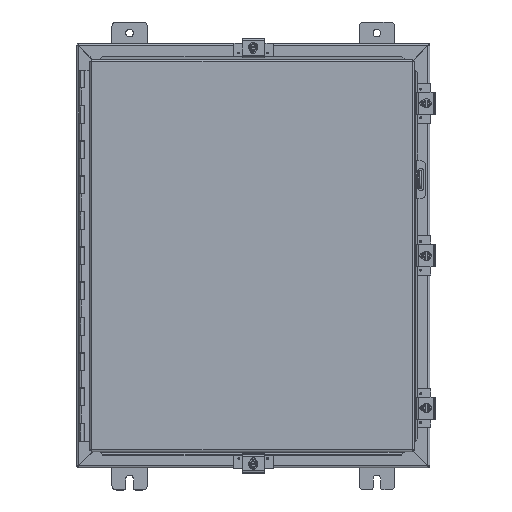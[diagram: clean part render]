
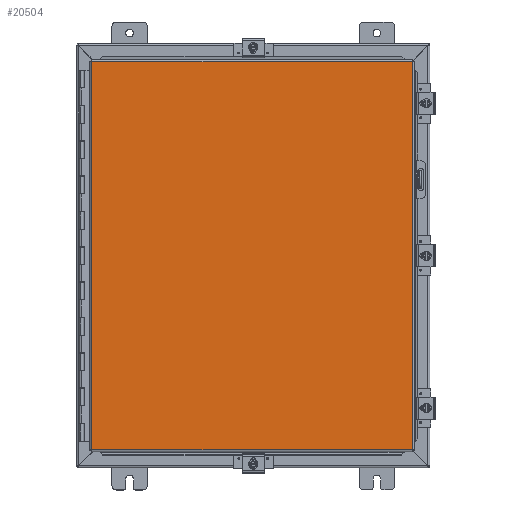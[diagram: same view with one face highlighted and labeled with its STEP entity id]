
A CAD part, top view. The second image highlights one B-rep face of the part: STEP entity #20504.
In plain terms, the highlighted face is planar.
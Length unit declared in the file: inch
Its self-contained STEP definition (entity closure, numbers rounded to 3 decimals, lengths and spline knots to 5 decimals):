
#2639 = CARTESIAN_POINT ( 'NONE',  ( 9.08225, -10.9885, 0. ) ) ;
#3397 = DIRECTION ( 'NONE',  ( -1., 0., 0. ) ) ;
#3751 = CARTESIAN_POINT ( 'NONE',  ( 9.08225, 10.9885, 0. ) ) ;
#4073 = EDGE_CURVE ( 'NONE', #15441, #4361, #14525, .T. ) ;
#4361 = VERTEX_POINT ( 'NONE', #20463 ) ;
#7101 = CARTESIAN_POINT ( 'NONE',  ( -9.08225, 10.9885, 0. ) ) ;
#8344 = EDGE_CURVE ( 'NONE', #10171, #10068, #22962, .T. ) ;
#10068 = VERTEX_POINT ( 'NONE', #3751 ) ;
#10171 = VERTEX_POINT ( 'NONE', #7101 ) ;
#13105 = EDGE_LOOP ( 'NONE', ( #35041, #36527, #37172, #37372 ) ) ;
#13327 = VECTOR ( 'NONE', #16296, 39.37008 ) ;
#13771 = EDGE_CURVE ( 'NONE', #4361, #10171, #30425, .T. ) ;
#14243 = LINE ( 'NONE', #16384, #13327 ) ;
#14425 = VECTOR ( 'NONE', #3397, 39.37008 ) ;
#14525 = LINE ( 'NONE', #2639, #14425 ) ;
#15441 = VERTEX_POINT ( 'NONE', #22573 ) ;
#16296 = DIRECTION ( 'NONE',  ( 0., -1., 0. ) ) ;
#16384 = CARTESIAN_POINT ( 'NONE',  ( 9.08225, 10.9885, 0. ) ) ;
#17184 = EDGE_CURVE ( 'NONE', #10068, #15441, #14243, .T. ) ;
#19032 = AXIS2_PLACEMENT_3D ( 'NONE', #32254, #31931, #31899 ) ;
#20463 = CARTESIAN_POINT ( 'NONE',  ( -9.08225, -10.9885, 0. ) ) ;
#20504 = ADVANCED_FACE ( 'NONE', ( #28746 ), #33995, .F. ) ;
#21650 = CARTESIAN_POINT ( 'NONE',  ( -9.08225, -10.9885, 0. ) ) ;
#22573 = CARTESIAN_POINT ( 'NONE',  ( 9.08225, -10.9885, 0. ) ) ;
#22962 = LINE ( 'NONE', #41441, #25824 ) ;
#24170 = DIRECTION ( 'NONE',  ( 0., 1., 0. ) ) ;
#25824 = VECTOR ( 'NONE', #41341, 39.37008 ) ;
#28746 = FACE_OUTER_BOUND ( 'NONE', #13105, .T. ) ;
#29925 = VECTOR ( 'NONE', #24170, 39.37008 ) ;
#30425 = LINE ( 'NONE', #21650, #29925 ) ;
#31899 = DIRECTION ( 'NONE',  ( 1., 0., 0. ) ) ;
#31931 = DIRECTION ( 'NONE',  ( 0., 0., 1. ) ) ;
#32254 = CARTESIAN_POINT ( 'NONE',  ( 0., 0., 0. ) ) ;
#33995 = PLANE ( 'NONE',  #19032 ) ;
#35041 = ORIENTED_EDGE ( 'NONE', *, *, #13771, .T. ) ;
#36527 = ORIENTED_EDGE ( 'NONE', *, *, #8344, .T. ) ;
#37172 = ORIENTED_EDGE ( 'NONE', *, *, #17184, .T. ) ;
#37372 = ORIENTED_EDGE ( 'NONE', *, *, #4073, .T. ) ;
#41341 = DIRECTION ( 'NONE',  ( 1., 0., 0. ) ) ;
#41441 = CARTESIAN_POINT ( 'NONE',  ( -9.08225, 10.9885, 0. ) ) ;
